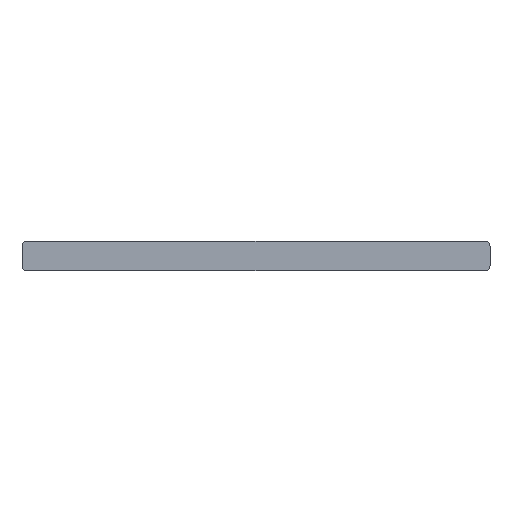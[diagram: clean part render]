
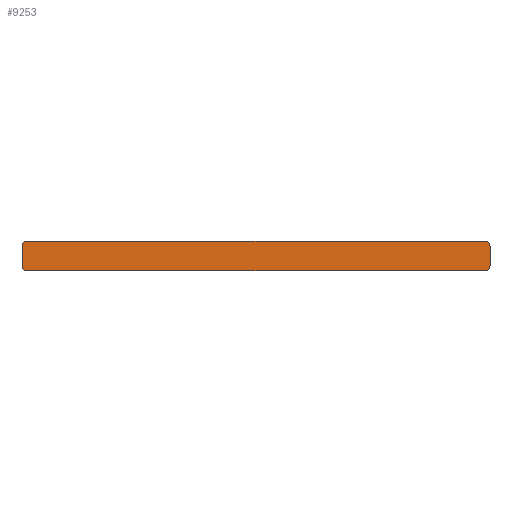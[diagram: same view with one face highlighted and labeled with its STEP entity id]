
A CAD part, front view. The second image highlights one B-rep face of the part: STEP entity #9253.
In plain terms, the highlighted planar face has unit normal (0, -1, 0).
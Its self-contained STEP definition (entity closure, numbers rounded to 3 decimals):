
#133 = CARTESIAN_POINT ( 'NONE',  ( 48.5, 3.5, 2.5 ) ) ;
#286 = ORIENTED_EDGE ( 'NONE', *, *, #8265, .F. ) ;
#314 = CIRCLE ( 'NONE', #6761, 0.5 ) ;
#365 = PLANE ( 'NONE',  #5213 ) ;
#388 = VERTEX_POINT ( 'NONE', #6250 ) ;
#527 = EDGE_CURVE ( 'NONE', #6605, #2051, #6195, .T. ) ;
#707 = CARTESIAN_POINT ( 'NONE',  ( 48.5, 3.5, 0.5 ) ) ;
#747 = EDGE_CURVE ( 'NONE', #6286, #2051, #8063, .T. ) ;
#998 = ORIENTED_EDGE ( 'NONE', *, *, #1262, .F. ) ;
#1087 = CARTESIAN_POINT ( 'NONE',  ( 48.5, 3.5, -7. ) ) ;
#1262 = EDGE_CURVE ( 'NONE', #6605, #8888, #6691, .T. ) ;
#1296 = DIRECTION ( 'NONE',  ( 0., -1., 0. ) ) ;
#1307 = CIRCLE ( 'NONE', #1895, 0.5 ) ;
#1345 = DIRECTION ( 'NONE',  ( 0., -1., 0. ) ) ;
#1456 = DIRECTION ( 'NONE',  ( 0., 0., -1. ) ) ;
#1620 = AXIS2_PLACEMENT_3D ( 'NONE', #3399, #6535, #8159 ) ;
#1687 = ORIENTED_EDGE ( 'NONE', *, *, #2964, .T. ) ;
#1895 = AXIS2_PLACEMENT_3D ( 'NONE', #9962, #9926, #5938 ) ;
#1918 = VECTOR ( 'NONE', #9609, 1000. ) ;
#2051 = VERTEX_POINT ( 'NONE', #707 ) ;
#2426 = LINE ( 'NONE', #5654, #1918 ) ;
#2829 = EDGE_CURVE ( 'NONE', #9514, #4744, #314, .T. ) ;
#2957 = DIRECTION ( 'NONE',  ( 0., 0., -1. ) ) ;
#2964 = EDGE_CURVE ( 'NONE', #388, #8888, #1307, .T. ) ;
#3314 = CARTESIAN_POINT ( 'NONE',  ( 2., 3.5, 0. ) ) ;
#3399 = CARTESIAN_POINT ( 'NONE',  ( 48., 3.5, 0.5 ) ) ;
#3420 = CARTESIAN_POINT ( 'NONE',  ( 2., 3.5, 3. ) ) ;
#4126 = CARTESIAN_POINT ( 'NONE',  ( 2., 3.5, 2.5 ) ) ;
#4278 = ORIENTED_EDGE ( 'NONE', *, *, #5879, .T. ) ;
#4405 = VECTOR ( 'NONE', #4448, 1000. ) ;
#4448 = DIRECTION ( 'NONE',  ( 0., 0., -1. ) ) ;
#4623 = CARTESIAN_POINT ( 'NONE',  ( 48., 3.5, 2.5 ) ) ;
#4744 = VERTEX_POINT ( 'NONE', #6331 ) ;
#5176 = CIRCLE ( 'NONE', #9105, 0.5 ) ;
#5213 = AXIS2_PLACEMENT_3D ( 'NONE', #9139, #1296, #2957 ) ;
#5240 = DIRECTION ( 'NONE',  ( -1., 0., 0. ) ) ;
#5654 = CARTESIAN_POINT ( 'NONE',  ( 0., 3.5, 3. ) ) ;
#5879 = EDGE_CURVE ( 'NONE', #6286, #7650, #5176, .T. ) ;
#5924 = CARTESIAN_POINT ( 'NONE',  ( 48., 3.5, 3. ) ) ;
#5938 = DIRECTION ( 'NONE',  ( 0., 0., -1. ) ) ;
#6195 = CIRCLE ( 'NONE', #1620, 0.5 ) ;
#6250 = CARTESIAN_POINT ( 'NONE',  ( 1.5, 3.5, 0.5 ) ) ;
#6286 = VERTEX_POINT ( 'NONE', #133 ) ;
#6331 = CARTESIAN_POINT ( 'NONE',  ( 1.5, 3.5, 2.5 ) ) ;
#6533 = EDGE_LOOP ( 'NONE', ( #286, #10110, #7659, #1687, #998, #9244, #6616, #4278 ) ) ;
#6535 = DIRECTION ( 'NONE',  ( 0., -1., 0. ) ) ;
#6605 = VERTEX_POINT ( 'NONE', #6647 ) ;
#6616 = ORIENTED_EDGE ( 'NONE', *, *, #747, .F. ) ;
#6647 = CARTESIAN_POINT ( 'NONE',  ( 48., 3.5, 0. ) ) ;
#6691 = LINE ( 'NONE', #9071, #8304 ) ;
#6761 = AXIS2_PLACEMENT_3D ( 'NONE', #4126, #9723, #7339 ) ;
#7329 = VECTOR ( 'NONE', #9853, 1000. ) ;
#7339 = DIRECTION ( 'NONE',  ( 0., 0., -1. ) ) ;
#7650 = VERTEX_POINT ( 'NONE', #5924 ) ;
#7659 = ORIENTED_EDGE ( 'NONE', *, *, #7680, .T. ) ;
#7680 = EDGE_CURVE ( 'NONE', #4744, #388, #9014, .T. ) ;
#8063 = LINE ( 'NONE', #1087, #7329 ) ;
#8159 = DIRECTION ( 'NONE',  ( 0., 0., -1. ) ) ;
#8251 = FACE_OUTER_BOUND ( 'NONE', #6533, .T. ) ;
#8265 = EDGE_CURVE ( 'NONE', #9514, #7650, #2426, .T. ) ;
#8304 = VECTOR ( 'NONE', #5240, 1000. ) ;
#8888 = VERTEX_POINT ( 'NONE', #3314 ) ;
#9014 = LINE ( 'NONE', #10082, #4405 ) ;
#9071 = CARTESIAN_POINT ( 'NONE',  ( 0., 3.5, 0. ) ) ;
#9105 = AXIS2_PLACEMENT_3D ( 'NONE', #4623, #1345, #1456 ) ;
#9139 = CARTESIAN_POINT ( 'NONE',  ( 0., 3.5, -7. ) ) ;
#9244 = ORIENTED_EDGE ( 'NONE', *, *, #527, .T. ) ;
#9253 = ADVANCED_FACE ( 'NONE', ( #8251 ), #365, .T. ) ;
#9514 = VERTEX_POINT ( 'NONE', #3420 ) ;
#9609 = DIRECTION ( 'NONE',  ( 1., 0., 0. ) ) ;
#9723 = DIRECTION ( 'NONE',  ( 0., -1., 0. ) ) ;
#9853 = DIRECTION ( 'NONE',  ( 0., 0., -1. ) ) ;
#9926 = DIRECTION ( 'NONE',  ( 0., -1., 0. ) ) ;
#9962 = CARTESIAN_POINT ( 'NONE',  ( 2., 3.5, 0.5 ) ) ;
#10082 = CARTESIAN_POINT ( 'NONE',  ( 1.5, 3.5, -7. ) ) ;
#10110 = ORIENTED_EDGE ( 'NONE', *, *, #2829, .T. ) ;
